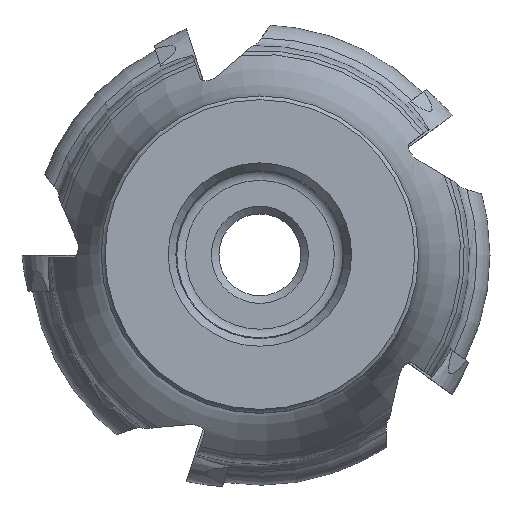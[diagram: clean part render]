
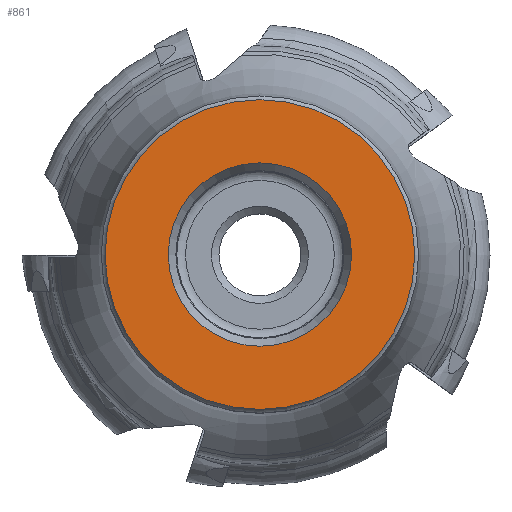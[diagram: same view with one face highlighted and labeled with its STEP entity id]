
A CAD part, top view. The second image highlights one B-rep face of the part: STEP entity #861.
In plain terms, the highlighted planar face has unit normal (0, 0, 1).
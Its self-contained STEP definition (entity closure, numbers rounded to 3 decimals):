
#861=ADVANCED_FACE('CU_BACK_F002',(#1268,#1269),#1130,.F.);
#1130=PLANE('',#6105);
#1268=FACE_BOUND('',#1498,.T.);
#1269=FACE_BOUND('',#1499,.T.);
#1498=EDGE_LOOP('',(#3101));
#1499=EDGE_LOOP('',(#3102));
#3101=ORIENTED_EDGE('',*,*,#5023,.T.);
#3102=ORIENTED_EDGE('',*,*,#5024,.F.);
#4389=VERTEX_POINT('',#9478);
#4390=VERTEX_POINT('',#9481);
#5023=EDGE_CURVE('',#4389,#4389,#5670,.T.);
#5024=EDGE_CURVE('',#4390,#4390,#5671,.T.);
#5670=CIRCLE('',#6098,20.5);
#5671=CIRCLE('',#6100,12.135);
#6098=AXIS2_PLACEMENT_3D('',#9477,#6985,#6986);
#6100=AXIS2_PLACEMENT_3D('',#9480,#6989,#6990);
#6105=AXIS2_PLACEMENT_3D('',#9488,#6999,#7000);
#6985=DIRECTION('',(0.,0.,1.));
#6986=DIRECTION('',(1.,0.,0.));
#6989=DIRECTION('',(0.,0.,1.));
#6990=DIRECTION('',(1.,0.,0.));
#6999=DIRECTION('',(0.,0.,-1.));
#7000=DIRECTION('',(-1.,0.,0.));
#9477=CARTESIAN_POINT('',(0.,0.,0.));
#9478=CARTESIAN_POINT('',(20.5,0.,0.));
#9480=CARTESIAN_POINT('',(0.,0.,0.));
#9481=CARTESIAN_POINT('',(12.135,0.,0.));
#9488=CARTESIAN_POINT('',(-20.5,0.,0.));
